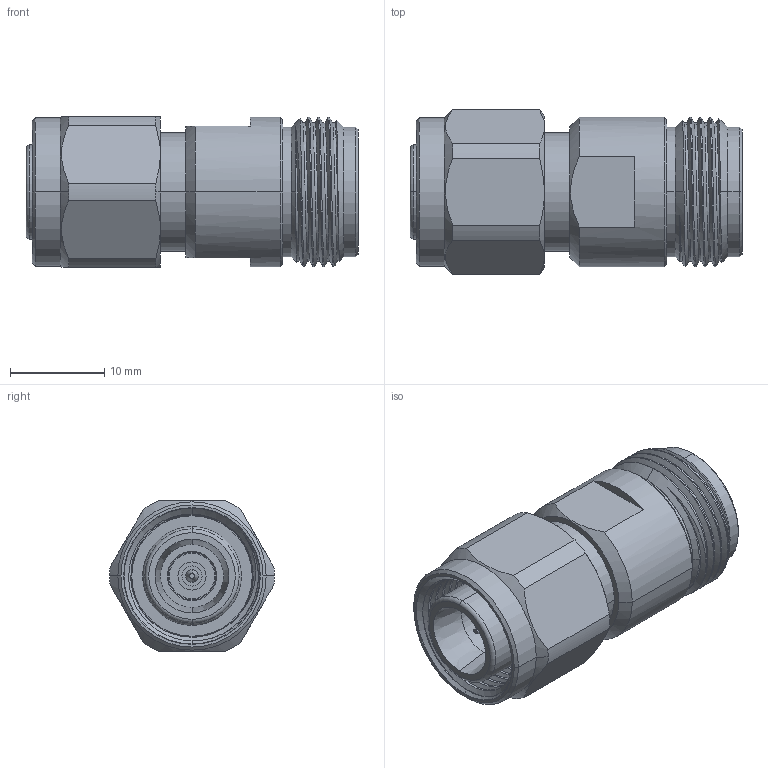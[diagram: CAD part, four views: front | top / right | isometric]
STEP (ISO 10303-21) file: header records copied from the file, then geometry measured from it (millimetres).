
FILE_DESCRIPTION (( 'STEP AP214' ), '1' );
FILE_NAME ('FMAD1270.step', '2021-07-16T15:10:57', ( '' ), ( '' ), 'SwSTEP 2.0', 'SolidWorks 2020', '' );
FILE_SCHEMA (( 'AUTOMOTIVE_DESIGN' ));
Length unit declared in the file: inch
Products named in the file (1): FMAD1270
Bounding box: 35.25 x 17.5 x 16 mm (x, y, z)
Volume: 5361.6 mm3; surface area: 3783.7 mm2
Topology: 1 solids, 1 shells, 158 faces, 376 edges, 239 vertices
Faces by surface type: cylinder 63, plane 40, cone 37, torus 12, bspline 6
Entity records: 7185 total; most frequent: CARTESIAN_POINT 3635, ORIENTED_EDGE 752, DIRECTION 738, EDGE_CURVE 376, AXIS2_PLACEMENT_3D 311, VERTEX_POINT 239, EDGE_LOOP 177, ADVANCED_FACE 158
